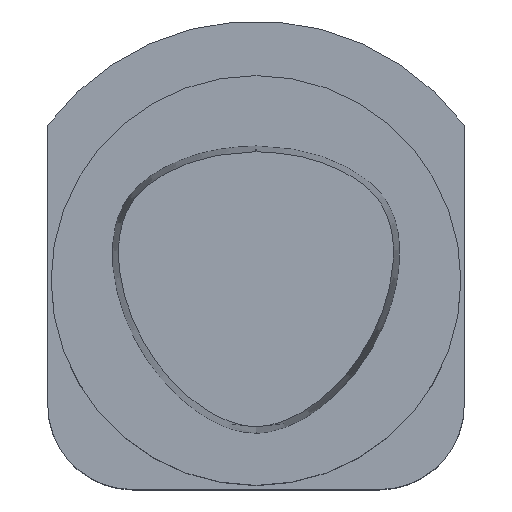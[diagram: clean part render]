
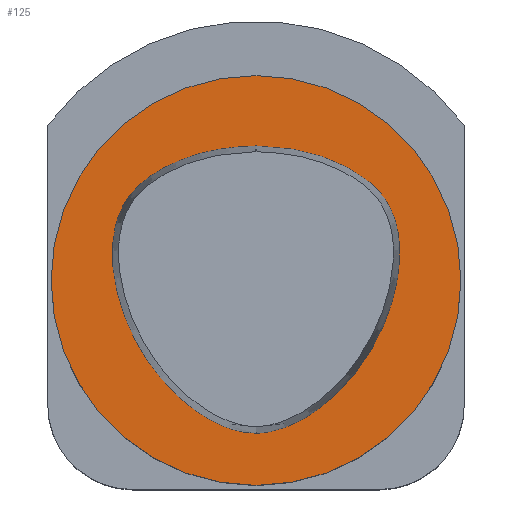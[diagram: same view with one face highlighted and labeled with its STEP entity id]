
A CAD part, top view. The second image highlights one B-rep face of the part: STEP entity #125.
In plain terms, the highlighted planar face has unit normal (0, 0, 1).
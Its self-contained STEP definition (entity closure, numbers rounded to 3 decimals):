
#125=ADVANCED_FACE('240[2]',(#308,#309),#310,.T.);
#157=EDGE_CURVE('240[2]',#355,#355,#356,.T.);
#161=EDGE_CURVE('240[2]',#335,#361,#362,.T.);
#169=EDGE_CURVE('240[2]',#370,#335,#371,.T.);
#229=EDGE_CURVE('240[2]',#361,#370,#445,.T.);
#308=FACE_OUTER_BOUND('',#537,.T.);
#309=FACE_BOUND('',#538,.T.);
#310=PLANE('',#539);
#335=VERTEX_POINT('',#590);
#355=VERTEX_POINT('',#622);
#356=CIRCLE('',#623,31.493);
#361=VERTEX_POINT('',#631);
#362=B_SPLINE_CURVE_WITH_KNOTS('',3,(#632,#633,#634,#635,#636,#637,#638,#639,#640,#641,#642,#643,#644,#645,#646,#647,#648,#649),.UNSPECIFIED.,.F.,.F.,(4,1,1,1,1,1,1,1,1,2,1,1,1,1,4),(-6.615,-6.202,-5.788,-5.375,-4.961,-4.134,-3.308,-2.894,-2.481,-2.067,-1.654,-1.24,-0.827,-0.413,0.0),.UNSPECIFIED.);
#370=VERTEX_POINT('',#677);
#371=B_SPLINE_CURVE_WITH_KNOTS('',3,(#678,#679,#680,#681,#682,#683,#684,#685,#686,#687,#688,#689,#690,#691,#692,#693,#694),.UNSPECIFIED.,.F.,.F.,(4,1,1,1,1,1,1,1,1,1,1,1,1,1,4),(-13.23,-12.817,-12.403,-11.99,-11.576,-11.163,-10.956,-10.75,-10.336,-9.923,-9.096,-8.269,-7.442,-7.029,-6.615),.UNSPECIFIED.);
#445=CIRCLE('',#874,0.95);
#537=EDGE_LOOP('',(#1013));
#538=EDGE_LOOP('',(#1014,#1015,#1016));
#539=AXIS2_PLACEMENT_3D('',#1017,#1018,#1019);
#590=CARTESIAN_POINT('',(0.044,-23.469,0.));
#622=CARTESIAN_POINT('',(31.493,0.,0.));
#623=AXIS2_PLACEMENT_3D('',#1053,#1054,#1055);
#631=CARTESIAN_POINT('',(-0.045,20.677,0.));
#632=CARTESIAN_POINT('',(0.044,-23.469,0.));
#633=CARTESIAN_POINT('',(-1.471,-23.477,0.));
#634=CARTESIAN_POINT('',(-4.439,-22.821,0.0));
#635=CARTESIAN_POINT('',(-8.35,-20.8,0.0));
#636=CARTESIAN_POINT('',(-11.745,-18.156,0.));
#637=CARTESIAN_POINT('',(-15.699,-14.041,0.));
#638=CARTESIAN_POINT('',(-19.535,-8.006,0.));
#639=CARTESIAN_POINT('',(-21.721,-1.161,0.));
#640=CARTESIAN_POINT('',(-22.249,4.55,0.));
#641=CARTESIAN_POINT('',(-21.665,9.002,0.));
#642=CARTESIAN_POINT('',(-20.395,11.778,0.));
#643=CARTESIAN_POINT('',(-18.593,14.198,0.));
#644=CARTESIAN_POINT('',(-16.323,16.178,0.));
#645=CARTESIAN_POINT('',(-12.508,18.252,0.));
#646=CARTESIAN_POINT('',(-8.468,19.679,0.));
#647=CARTESIAN_POINT('',(-4.23,20.488,0.));
#648=CARTESIAN_POINT('',(-1.423,20.613,0.0));
#649=CARTESIAN_POINT('',(-0.045,20.677,0.));
#677=CARTESIAN_POINT('',(0.045,20.677,0.0));
#678=CARTESIAN_POINT('',(0.045,20.677,0.0));
#679=CARTESIAN_POINT('',(1.424,20.61,0.));
#680=CARTESIAN_POINT('',(4.223,20.484,0.));
#681=CARTESIAN_POINT('',(8.472,19.689,0.0));
#682=CARTESIAN_POINT('',(12.514,18.243,0.));
#683=CARTESIAN_POINT('',(16.304,16.173,0.));
#684=CARTESIAN_POINT('',(19.145,13.704,0.));
#685=CARTESIAN_POINT('',(20.732,11.101,0.));
#686=CARTESIAN_POINT('',(21.783,8.281,0.));
#687=CARTESIAN_POINT('',(22.226,4.609,0.));
#688=CARTESIAN_POINT('',(21.744,-1.113,0.));
#689=CARTESIAN_POINT('',(19.552,-7.954,0.));
#690=CARTESIAN_POINT('',(14.957,-15.209,0.));
#691=CARTESIAN_POINT('',(9.668,-20.083,0.0));
#692=CARTESIAN_POINT('',(4.516,-22.795,0.0));
#693=CARTESIAN_POINT('',(1.559,-23.461,0.));
#694=CARTESIAN_POINT('',(0.044,-23.469,0.));
#874=AXIS2_PLACEMENT_3D('',#1159,#1160,#1161);
#1013=ORIENTED_EDGE('',*,*,#157,.F.);
#1014=ORIENTED_EDGE('',*,*,#169,.T.);
#1015=ORIENTED_EDGE('',*,*,#161,.T.);
#1016=ORIENTED_EDGE('',*,*,#229,.T.);
#1017=CARTESIAN_POINT('',(15.746,0.,0.));
#1018=DIRECTION('',(0.,0.,1.0));
#1019=DIRECTION('',(1.0,0.,0.0));
#1053=CARTESIAN_POINT('',(0.0,0.0,0.0));
#1054=DIRECTION('',(0.,0.,-1.0));
#1055=DIRECTION('',(1.0,0.,0.));
#1159=CARTESIAN_POINT('',(-0.001,19.728,0.));
#1160=DIRECTION('',(0.,0.,-1.0));
#1161=DIRECTION('',(-0.046,0.999,0.));
